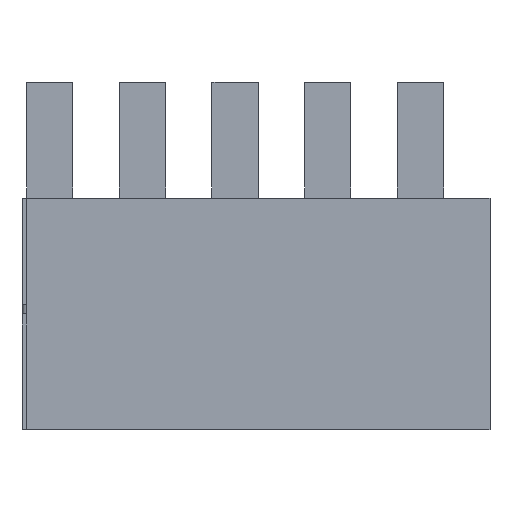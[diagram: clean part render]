
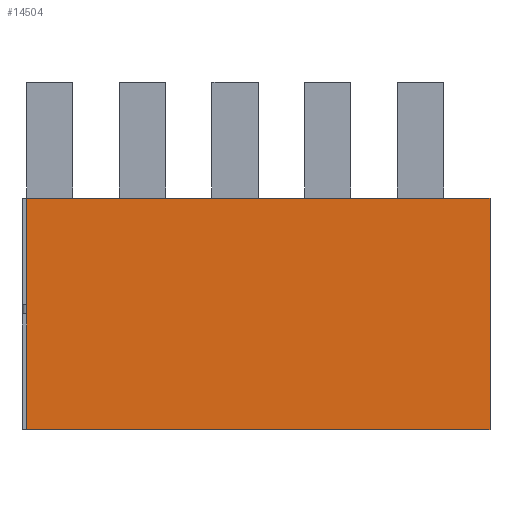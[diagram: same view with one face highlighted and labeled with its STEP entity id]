
A CAD part, front view. The second image highlights one B-rep face of the part: STEP entity #14504.
In plain terms, the highlighted planar face has unit normal (0, -1, 0).
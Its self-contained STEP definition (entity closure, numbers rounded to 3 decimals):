
#650 = PLANE('',#651);
#651 = AXIS2_PLACEMENT_3D('',#652,#653,#654);
#652 = CARTESIAN_POINT('',(-50.,-101.,50.));
#653 = DIRECTION('',(0.,0.,1.));
#654 = DIRECTION('',(1.,0.,0.));
#826 = PLANE('',#827);
#827 = AXIS2_PLACEMENT_3D('',#828,#829,#830);
#828 = CARTESIAN_POINT('',(-50.,-1.,0.));
#829 = DIRECTION('',(0.,0.,1.));
#830 = DIRECTION('',(1.,0.,0.));
#1950 = VERTEX_POINT('',#1951);
#1951 = CARTESIAN_POINT('',(-50.,-101.,50.));
#1965 = PLANE('',#1966);
#1966 = AXIS2_PLACEMENT_3D('',#1967,#1968,#1969);
#1967 = CARTESIAN_POINT('',(-50.,-101.,0.));
#1968 = DIRECTION('',(1.,0.,0.));
#1969 = DIRECTION('',(0.,0.,1.));
#1977 = EDGE_CURVE('',#1950,#1978,#1980,.T.);
#1978 = VERTEX_POINT('',#1979);
#1979 = CARTESIAN_POINT('',(50.,-101.,50.));
#1980 = SURFACE_CURVE('',#1981,(#1985,#1992),.PCURVE_S1.);
#1981 = LINE('',#1982,#1983);
#1982 = CARTESIAN_POINT('',(-50.,-101.,50.));
#1983 = VECTOR('',#1984,1.);
#1984 = DIRECTION('',(1.,0.,0.));
#1985 = PCURVE('',#650,#1986);
#1986 = DEFINITIONAL_REPRESENTATION('',(#1987),#1991);
#1987 = LINE('',#1988,#1989);
#1988 = CARTESIAN_POINT('',(0.,0.));
#1989 = VECTOR('',#1990,1.);
#1990 = DIRECTION('',(1.,0.));
#1991 = ( GEOMETRIC_REPRESENTATION_CONTEXT(2) 
PARAMETRIC_REPRESENTATION_CONTEXT() REPRESENTATION_CONTEXT('2D SPACE',''
  ) );
#1992 = PCURVE('',#1993,#1998);
#1993 = PLANE('',#1994);
#1994 = AXIS2_PLACEMENT_3D('',#1995,#1996,#1997);
#1995 = CARTESIAN_POINT('',(-50.,-101.,0.));
#1996 = DIRECTION('',(0.,1.,0.));
#1997 = DIRECTION('',(0.,0.,1.));
#1998 = DEFINITIONAL_REPRESENTATION('',(#1999),#2003);
#1999 = LINE('',#2000,#2001);
#2000 = CARTESIAN_POINT('',(50.,0.));
#2001 = VECTOR('',#2002,1.);
#2002 = DIRECTION('',(0.,1.));
#2003 = ( GEOMETRIC_REPRESENTATION_CONTEXT(2) 
PARAMETRIC_REPRESENTATION_CONTEXT() REPRESENTATION_CONTEXT('2D SPACE',''
  ) );
#2021 = PLANE('',#2022);
#2022 = AXIS2_PLACEMENT_3D('',#2023,#2024,#2025);
#2023 = CARTESIAN_POINT('',(50.,-101.,0.));
#2024 = DIRECTION('',(1.,0.,0.));
#2025 = DIRECTION('',(0.,0.,1.));
#9055 = VERTEX_POINT('',#9056);
#9056 = CARTESIAN_POINT('',(-50.,-101.,0.));
#9070 = PLANE('',#9071);
#9071 = AXIS2_PLACEMENT_3D('',#9072,#9073,#9074);
#9072 = CARTESIAN_POINT('',(-50.,-101.,0.));
#9073 = DIRECTION('',(1.,0.,0.));
#9074 = DIRECTION('',(0.,0.,1.));
#9082 = EDGE_CURVE('',#9055,#9083,#9085,.T.);
#9083 = VERTEX_POINT('',#9084);
#9084 = CARTESIAN_POINT('',(50.,-101.,0.));
#9085 = SURFACE_CURVE('',#9086,(#9090,#9097),.PCURVE_S1.);
#9086 = LINE('',#9087,#9088);
#9087 = CARTESIAN_POINT('',(-50.,-101.,0.));
#9088 = VECTOR('',#9089,1.);
#9089 = DIRECTION('',(1.,0.,0.));
#9090 = PCURVE('',#826,#9091);
#9091 = DEFINITIONAL_REPRESENTATION('',(#9092),#9096);
#9092 = LINE('',#9093,#9094);
#9093 = CARTESIAN_POINT('',(0.,-100.));
#9094 = VECTOR('',#9095,1.);
#9095 = DIRECTION('',(1.,0.));
#9096 = ( GEOMETRIC_REPRESENTATION_CONTEXT(2) 
PARAMETRIC_REPRESENTATION_CONTEXT() REPRESENTATION_CONTEXT('2D SPACE',''
  ) );
#9097 = PCURVE('',#1993,#9098);
#9098 = DEFINITIONAL_REPRESENTATION('',(#9099),#9103);
#9099 = LINE('',#9100,#9101);
#9100 = CARTESIAN_POINT('',(0.,0.));
#9101 = VECTOR('',#9102,1.);
#9102 = DIRECTION('',(0.,1.));
#9103 = ( GEOMETRIC_REPRESENTATION_CONTEXT(2) 
PARAMETRIC_REPRESENTATION_CONTEXT() REPRESENTATION_CONTEXT('2D SPACE',''
  ) );
#14481 = EDGE_CURVE('',#9083,#1978,#14482,.T.);
#14482 = SURFACE_CURVE('',#14483,(#14487,#14494),.PCURVE_S1.);
#14483 = LINE('',#14484,#14485);
#14484 = CARTESIAN_POINT('',(50.,-101.,0.));
#14485 = VECTOR('',#14486,1.);
#14486 = DIRECTION('',(0.,0.,1.));
#14487 = PCURVE('',#2021,#14488);
#14488 = DEFINITIONAL_REPRESENTATION('',(#14489),#14493);
#14489 = LINE('',#14490,#14491);
#14490 = CARTESIAN_POINT('',(0.,0.));
#14491 = VECTOR('',#14492,1.);
#14492 = DIRECTION('',(1.,0.));
#14493 = ( GEOMETRIC_REPRESENTATION_CONTEXT(2) 
PARAMETRIC_REPRESENTATION_CONTEXT() REPRESENTATION_CONTEXT('2D SPACE',''
  ) );
#14494 = PCURVE('',#1993,#14495);
#14495 = DEFINITIONAL_REPRESENTATION('',(#14496),#14500);
#14496 = LINE('',#14497,#14498);
#14497 = CARTESIAN_POINT('',(0.,100.));
#14498 = VECTOR('',#14499,1.);
#14499 = DIRECTION('',(1.,0.));
#14500 = ( GEOMETRIC_REPRESENTATION_CONTEXT(2) 
PARAMETRIC_REPRESENTATION_CONTEXT() REPRESENTATION_CONTEXT('2D SPACE',''
  ) );
#14504 = ADVANCED_FACE('',(#14505),#1993,.F.);
#14505 = FACE_BOUND('',#14506,.F.);
#14506 = EDGE_LOOP('',(#14507,#14508,#14531,#14559,#14580,#14581));
#14507 = ORIENTED_EDGE('',*,*,#9082,.F.);
#14508 = ORIENTED_EDGE('',*,*,#14509,.T.);
#14509 = EDGE_CURVE('',#9055,#14510,#14512,.T.);
#14510 = VERTEX_POINT('',#14511);
#14511 = CARTESIAN_POINT('',(-50.,-101.,25.));
#14512 = SURFACE_CURVE('',#14513,(#14517,#14524),.PCURVE_S1.);
#14513 = LINE('',#14514,#14515);
#14514 = CARTESIAN_POINT('',(-50.,-101.,0.));
#14515 = VECTOR('',#14516,1.);
#14516 = DIRECTION('',(0.,0.,1.));
#14517 = PCURVE('',#1993,#14518);
#14518 = DEFINITIONAL_REPRESENTATION('',(#14519),#14523);
#14519 = LINE('',#14520,#14521);
#14520 = CARTESIAN_POINT('',(0.,0.));
#14521 = VECTOR('',#14522,1.);
#14522 = DIRECTION('',(1.,0.));
#14523 = ( GEOMETRIC_REPRESENTATION_CONTEXT(2) 
PARAMETRIC_REPRESENTATION_CONTEXT() REPRESENTATION_CONTEXT('2D SPACE',''
  ) );
#14524 = PCURVE('',#9070,#14525);
#14525 = DEFINITIONAL_REPRESENTATION('',(#14526),#14530);
#14526 = LINE('',#14527,#14528);
#14527 = CARTESIAN_POINT('',(0.,0.));
#14528 = VECTOR('',#14529,1.);
#14529 = DIRECTION('',(1.,0.));
#14530 = ( GEOMETRIC_REPRESENTATION_CONTEXT(2) 
PARAMETRIC_REPRESENTATION_CONTEXT() REPRESENTATION_CONTEXT('2D SPACE',''
  ) );
#14531 = ORIENTED_EDGE('',*,*,#14532,.T.);
#14532 = EDGE_CURVE('',#14510,#14533,#14535,.T.);
#14533 = VERTEX_POINT('',#14534);
#14534 = CARTESIAN_POINT('',(-50.,-101.,27.));
#14535 = SURFACE_CURVE('',#14536,(#14540,#14547),.PCURVE_S1.);
#14536 = LINE('',#14537,#14538);
#14537 = CARTESIAN_POINT('',(-50.,-101.,0.));
#14538 = VECTOR('',#14539,1.);
#14539 = DIRECTION('',(0.,0.,1.));
#14540 = PCURVE('',#1993,#14541);
#14541 = DEFINITIONAL_REPRESENTATION('',(#14542),#14546);
#14542 = LINE('',#14543,#14544);
#14543 = CARTESIAN_POINT('',(0.,0.));
#14544 = VECTOR('',#14545,1.);
#14545 = DIRECTION('',(1.,0.));
#14546 = ( GEOMETRIC_REPRESENTATION_CONTEXT(2) 
PARAMETRIC_REPRESENTATION_CONTEXT() REPRESENTATION_CONTEXT('2D SPACE',''
  ) );
#14547 = PCURVE('',#14548,#14553);
#14548 = CYLINDRICAL_SURFACE('',#14549,1.);
#14549 = AXIS2_PLACEMENT_3D('',#14550,#14551,#14552);
#14550 = CARTESIAN_POINT('',(-50.,-100.,25.));
#14551 = DIRECTION('',(-0.,-0.,-1.));
#14552 = DIRECTION('',(1.,0.,0.));
#14553 = DEFINITIONAL_REPRESENTATION('',(#14554),#14558);
#14554 = LINE('',#14555,#14556);
#14555 = CARTESIAN_POINT('',(-4.712,25.));
#14556 = VECTOR('',#14557,1.);
#14557 = DIRECTION('',(-0.,-1.));
#14558 = ( GEOMETRIC_REPRESENTATION_CONTEXT(2) 
PARAMETRIC_REPRESENTATION_CONTEXT() REPRESENTATION_CONTEXT('2D SPACE',''
  ) );
#14559 = ORIENTED_EDGE('',*,*,#14560,.T.);
#14560 = EDGE_CURVE('',#14533,#1950,#14561,.T.);
#14561 = SURFACE_CURVE('',#14562,(#14566,#14573),.PCURVE_S1.);
#14562 = LINE('',#14563,#14564);
#14563 = CARTESIAN_POINT('',(-50.,-101.,0.));
#14564 = VECTOR('',#14565,1.);
#14565 = DIRECTION('',(0.,0.,1.));
#14566 = PCURVE('',#1993,#14567);
#14567 = DEFINITIONAL_REPRESENTATION('',(#14568),#14572);
#14568 = LINE('',#14569,#14570);
#14569 = CARTESIAN_POINT('',(0.,0.));
#14570 = VECTOR('',#14571,1.);
#14571 = DIRECTION('',(1.,0.));
#14572 = ( GEOMETRIC_REPRESENTATION_CONTEXT(2) 
PARAMETRIC_REPRESENTATION_CONTEXT() REPRESENTATION_CONTEXT('2D SPACE',''
  ) );
#14573 = PCURVE('',#1965,#14574);
#14574 = DEFINITIONAL_REPRESENTATION('',(#14575),#14579);
#14575 = LINE('',#14576,#14577);
#14576 = CARTESIAN_POINT('',(0.,0.));
#14577 = VECTOR('',#14578,1.);
#14578 = DIRECTION('',(1.,0.));
#14579 = ( GEOMETRIC_REPRESENTATION_CONTEXT(2) 
PARAMETRIC_REPRESENTATION_CONTEXT() REPRESENTATION_CONTEXT('2D SPACE',''
  ) );
#14580 = ORIENTED_EDGE('',*,*,#1977,.T.);
#14581 = ORIENTED_EDGE('',*,*,#14481,.F.);
